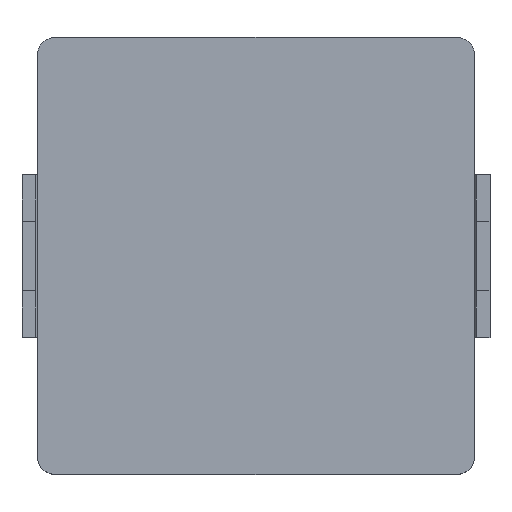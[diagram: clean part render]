
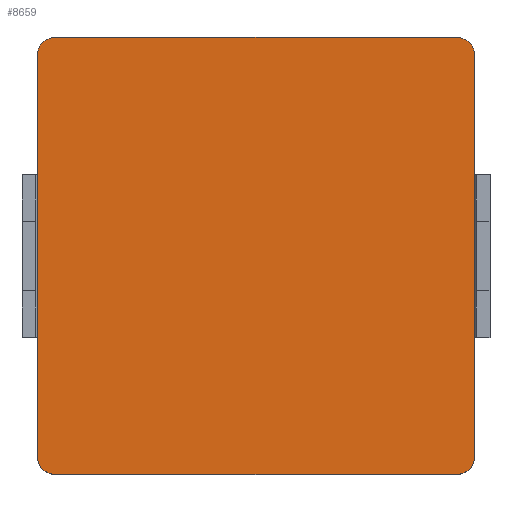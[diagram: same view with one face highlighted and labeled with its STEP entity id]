
A CAD part, top view. The second image highlights one B-rep face of the part: STEP entity #8659.
In plain terms, the highlighted planar face has unit normal (0, 0, 1).
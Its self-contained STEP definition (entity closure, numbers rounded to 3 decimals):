
#211 = VERTEX_POINT ( 'NONE', #7364 ) ;
#985 = EDGE_CURVE ( 'NONE', #1293, #211, #6828, .T. ) ;
#1096 = DIRECTION ( 'NONE',  ( 0., 0., 1. ) ) ;
#1293 = VERTEX_POINT ( 'NONE', #12261 ) ;
#1393 = VERTEX_POINT ( 'NONE', #5094 ) ;
#1406 = EDGE_LOOP ( 'NONE', ( #10619, #11827, #14463, #5469, #14657, #11097, #8542, #2231 ) ) ;
#1409 = EDGE_CURVE ( 'NONE', #1393, #14059, #15925, .T. ) ;
#1475 = DIRECTION ( 'NONE',  ( 1., 0., 0. ) ) ;
#1486 = EDGE_CURVE ( 'NONE', #12819, #1393, #7771, .T. ) ;
#1568 = LINE ( 'NONE', #15695, #6407 ) ;
#1780 = VECTOR ( 'NONE', #15095, 1000. ) ;
#1819 = DIRECTION ( 'NONE',  ( 0., 1., 0. ) ) ;
#2231 = ORIENTED_EDGE ( 'NONE', *, *, #3205, .T. ) ;
#2232 = CARTESIAN_POINT ( 'NONE',  ( 5.8, -6.3, 6. ) ) ;
#2272 = EDGE_CURVE ( 'NONE', #6799, #1293, #14143, .T. ) ;
#2720 = CARTESIAN_POINT ( 'NONE',  ( -5.8, 5.8, 6. ) ) ;
#3205 = EDGE_CURVE ( 'NONE', #9691, #12819, #9563, .T. ) ;
#3291 = DIRECTION ( 'NONE',  ( 1., 0., 0. ) ) ;
#3662 = AXIS2_PLACEMENT_3D ( 'NONE', #10256, #14193, #13940 ) ;
#3976 = AXIS2_PLACEMENT_3D ( 'NONE', #2720, #6645, #14171 ) ;
#5094 = CARTESIAN_POINT ( 'NONE',  ( -6.3, -5.8, 6. ) ) ;
#5184 = PLANE ( 'NONE',  #16285 ) ;
#5469 = ORIENTED_EDGE ( 'NONE', *, *, #2272, .T. ) ;
#5905 = DIRECTION ( 'NONE',  ( -1., 0., 0. ) ) ;
#6208 = DIRECTION ( 'NONE',  ( 1., 0., 0. ) ) ;
#6273 = EDGE_CURVE ( 'NONE', #13992, #9691, #12059, .T. ) ;
#6339 = CARTESIAN_POINT ( 'NONE',  ( 0., 0., 6. ) ) ;
#6407 = VECTOR ( 'NONE', #1475, 1000. ) ;
#6422 = CARTESIAN_POINT ( 'NONE',  ( -6.3, 6.3, 6. ) ) ;
#6645 = DIRECTION ( 'NONE',  ( 0., 0., 1. ) ) ;
#6799 = VERTEX_POINT ( 'NONE', #2232 ) ;
#6828 = LINE ( 'NONE', #12941, #7439 ) ;
#6857 = AXIS2_PLACEMENT_3D ( 'NONE', #12304, #13562, #3291 ) ;
#7364 = CARTESIAN_POINT ( 'NONE',  ( 6.3, 5.8, 6. ) ) ;
#7439 = VECTOR ( 'NONE', #1819, 1000. ) ;
#7469 = CARTESIAN_POINT ( 'NONE',  ( 5.8, -5.8, 6. ) ) ;
#7632 = EDGE_CURVE ( 'NONE', #211, #13992, #10058, .T. ) ;
#7771 = LINE ( 'NONE', #6422, #1780 ) ;
#8374 = CARTESIAN_POINT ( 'NONE',  ( -5.8, 6.3, 6. ) ) ;
#8542 = ORIENTED_EDGE ( 'NONE', *, *, #6273, .T. ) ;
#8659 = ADVANCED_FACE ( 'NONE', ( #10106 ), #5184, .T. ) ;
#8734 = EDGE_CURVE ( 'NONE', #14059, #6799, #1568, .T. ) ;
#9563 = CIRCLE ( 'NONE', #3976, 0.5 ) ;
#9691 = VERTEX_POINT ( 'NONE', #8374 ) ;
#9815 = CARTESIAN_POINT ( 'NONE',  ( -6.3, 6.3, 6. ) ) ;
#10058 = CIRCLE ( 'NONE', #6857, 0.5 ) ;
#10106 = FACE_OUTER_BOUND ( 'NONE', #1406, .T. ) ;
#10256 = CARTESIAN_POINT ( 'NONE',  ( -5.8, -5.8, 6. ) ) ;
#10268 = DIRECTION ( 'NONE',  ( 1., 0., 0. ) ) ;
#10619 = ORIENTED_EDGE ( 'NONE', *, *, #1486, .T. ) ;
#11097 = ORIENTED_EDGE ( 'NONE', *, *, #7632, .T. ) ;
#11431 = DIRECTION ( 'NONE',  ( 0., 0., 1. ) ) ;
#11827 = ORIENTED_EDGE ( 'NONE', *, *, #1409, .T. ) ;
#12059 = LINE ( 'NONE', #9815, #14837 ) ;
#12261 = CARTESIAN_POINT ( 'NONE',  ( 6.3, -5.8, 6. ) ) ;
#12304 = CARTESIAN_POINT ( 'NONE',  ( 5.8, 5.8, 6. ) ) ;
#12767 = CARTESIAN_POINT ( 'NONE',  ( -6.3, 5.8, 6. ) ) ;
#12819 = VERTEX_POINT ( 'NONE', #12767 ) ;
#12941 = CARTESIAN_POINT ( 'NONE',  ( 6.3, 6.3, 6. ) ) ;
#13084 = CARTESIAN_POINT ( 'NONE',  ( 5.8, 6.3, 6. ) ) ;
#13562 = DIRECTION ( 'NONE',  ( 0., 0., 1. ) ) ;
#13940 = DIRECTION ( 'NONE',  ( 1., 0., 0. ) ) ;
#13992 = VERTEX_POINT ( 'NONE', #13084 ) ;
#14059 = VERTEX_POINT ( 'NONE', #14819 ) ;
#14143 = CIRCLE ( 'NONE', #16284, 0.5 ) ;
#14171 = DIRECTION ( 'NONE',  ( 1., 0., 0. ) ) ;
#14193 = DIRECTION ( 'NONE',  ( 0., 0., 1. ) ) ;
#14463 = ORIENTED_EDGE ( 'NONE', *, *, #8734, .T. ) ;
#14657 = ORIENTED_EDGE ( 'NONE', *, *, #985, .T. ) ;
#14819 = CARTESIAN_POINT ( 'NONE',  ( -5.8, -6.3, 6. ) ) ;
#14837 = VECTOR ( 'NONE', #5905, 1000. ) ;
#15095 = DIRECTION ( 'NONE',  ( 0., -1., 0. ) ) ;
#15695 = CARTESIAN_POINT ( 'NONE',  ( -6.3, -6.3, 6. ) ) ;
#15925 = CIRCLE ( 'NONE', #3662, 0.5 ) ;
#16284 = AXIS2_PLACEMENT_3D ( 'NONE', #7469, #1096, #6208 ) ;
#16285 = AXIS2_PLACEMENT_3D ( 'NONE', #6339, #11431, #10268 ) ;
